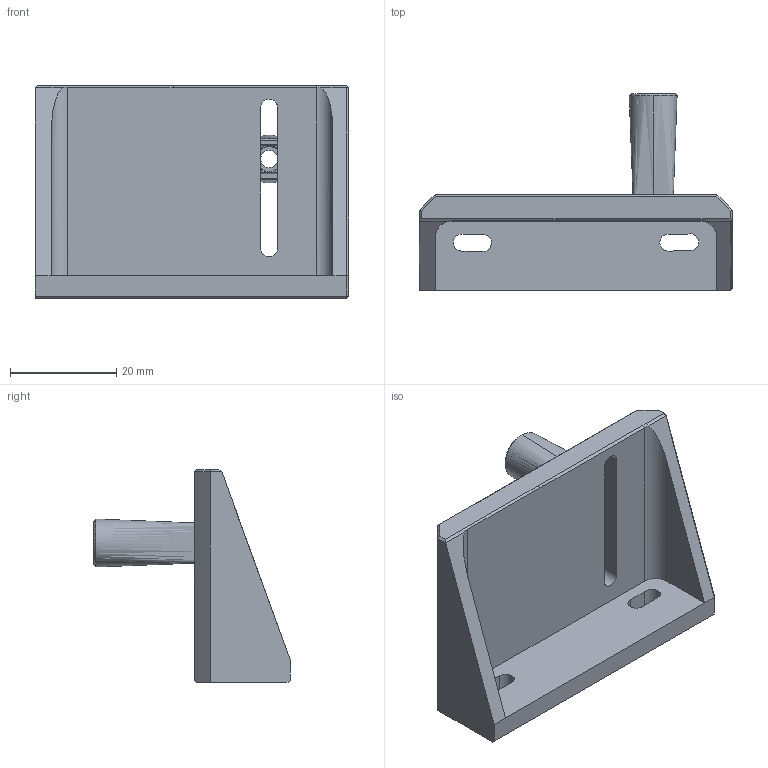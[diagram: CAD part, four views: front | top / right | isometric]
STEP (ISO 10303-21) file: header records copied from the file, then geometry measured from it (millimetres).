
FILE_DESCRIPTION(/* description */ ('','CAx-IF Rec.Pracs.---Representation and Presentation of Product Manufacturing Information (PMI)---4.0---2014-10-13'),/* implementation_level */ '2;1');
FILE_NAME(/* name */ 'Beefy Depressor.step',/* time_stamp */ '2025-01-05T22:28:36-05:00',/* author */ (''),/* organization */ (''),/* preprocessor_version */ 'ST-DEVELOPER v20',/* originating_system */ 'Autodesk Translation Framework v13.20.0.188',/* authorisation */ '');
FILE_SCHEMA (('AP242_MANAGED_MODEL_BASED_3D_ENGINEERING_MIM_LF { 1 0 10303 442 1 1 4 }'));
Length unit declared in the file: millimetre
Products named in the file (3): Beefy Depressor; depressor_Part1; depressor_mount_Part1
Assembly tree (2 placements, depth 2):
  Beefy Depressor
    depressor_Part1
    depressor_mount_Part1
Bounding box: 59 x 36.93 x 40 mm (x, y, z)
Volume: 16421.9 mm3; surface area: 9119.2 mm2
Topology: 2 solids, 2 shells, 342 faces, 922 edges, 569 vertices
Faces by surface type: plane 227, cylinder 65, bspline 23, sphere 20, torus 4, cone 3
Full cylindrical faces by diameter (mm): 3.25 x1, 4.7 x2
Entity records: 12512 total; most frequent: CARTESIAN_POINT 4046, ORIENTED_EDGE 1812, DIRECTION 1653, EDGE_CURVE 906, LINE 685, VECTOR 685, VERTEX_POINT 569, AXIS2_PLACEMENT_3D 484
